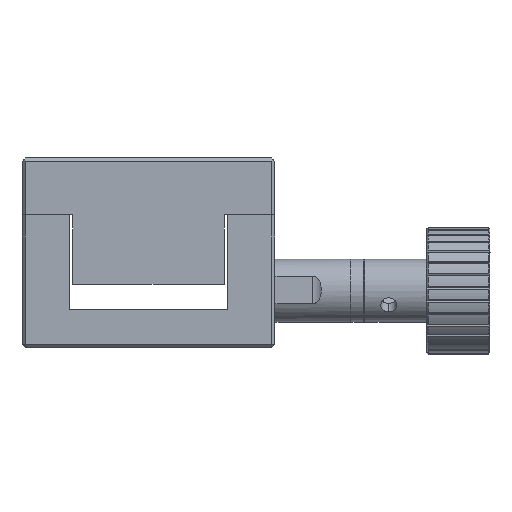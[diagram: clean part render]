
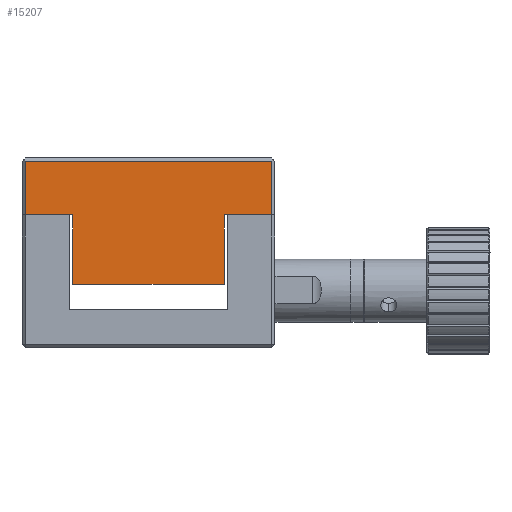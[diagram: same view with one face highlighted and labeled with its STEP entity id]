
A CAD part, left-side view. The second image highlights one B-rep face of the part: STEP entity #15207.
In plain terms, the highlighted planar face has unit normal (-1, 0, 0).
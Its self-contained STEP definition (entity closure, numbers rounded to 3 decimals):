
#662 = EDGE_CURVE ( 'NONE', #13220, #6948, #10169, .T. ) ;
#728 = ORIENTED_EDGE ( 'NONE', *, *, #3693, .T. ) ;
#985 = LINE ( 'NONE', #5299, #16745 ) ;
#1882 = EDGE_CURVE ( 'NONE', #11727, #10019, #8598, .T. ) ;
#3470 = ORIENTED_EDGE ( 'NONE', *, *, #13257, .T. ) ;
#3693 = EDGE_CURVE ( 'NONE', #11727, #6170, #15652, .T. ) ;
#4205 = FACE_OUTER_BOUND ( 'NONE', #9170, .T. ) ;
#4389 = ORIENTED_EDGE ( 'NONE', *, *, #17298, .F. ) ;
#4674 = DIRECTION ( 'NONE',  ( 1., 0., 0. ) ) ;
#4799 = VECTOR ( 'NONE', #19277, 1000. ) ;
#5299 = CARTESIAN_POINT ( 'NONE',  ( -40., -19.5, 19.75 ) ) ;
#5751 = DIRECTION ( 'NONE',  ( 0., 1., 0. ) ) ;
#6170 = VERTEX_POINT ( 'NONE', #12584 ) ;
#6642 = EDGE_CURVE ( 'NONE', #6948, #17272, #15995, .T. ) ;
#6948 = VERTEX_POINT ( 'NONE', #19839 ) ;
#7846 = CARTESIAN_POINT ( 'NONE',  ( -40., -19.5, 29.5 ) ) ;
#8009 = CARTESIAN_POINT ( 'NONE',  ( -40., 19.5, 19.75 ) ) ;
#8097 = VERTEX_POINT ( 'NONE', #16644 ) ;
#8598 = LINE ( 'NONE', #8009, #4799 ) ;
#9007 = CARTESIAN_POINT ( 'NONE',  ( -40., 0., 21. ) ) ;
#9170 = EDGE_LOOP ( 'NONE', ( #18169, #11514, #11968, #18258, #4389, #3470, #14003, #728 ) ) ;
#9322 = DIRECTION ( 'NONE',  ( 0., 1., 0. ) ) ;
#9642 = VECTOR ( 'NONE', #19256, 1000. ) ;
#10019 = VERTEX_POINT ( 'NONE', #12616 ) ;
#10101 = DIRECTION ( 'NONE',  ( 0., 0., -1. ) ) ;
#10169 = LINE ( 'NONE', #20542, #9642 ) ;
#10337 = CARTESIAN_POINT ( 'NONE',  ( -40., 0., 29.5 ) ) ;
#11134 = CARTESIAN_POINT ( 'NONE',  ( -40., 19.5, 21. ) ) ;
#11514 = ORIENTED_EDGE ( 'NONE', *, *, #6642, .F. ) ;
#11715 = VECTOR ( 'NONE', #9322, 1000. ) ;
#11727 = VERTEX_POINT ( 'NONE', #11134 ) ;
#11968 = ORIENTED_EDGE ( 'NONE', *, *, #662, .F. ) ;
#12089 = LINE ( 'NONE', #10337, #15876 ) ;
#12584 = CARTESIAN_POINT ( 'NONE',  ( -40., 11.978, 21. ) ) ;
#12616 = CARTESIAN_POINT ( 'NONE',  ( -40., 19.5, 29.5 ) ) ;
#12842 = EDGE_CURVE ( 'NONE', #17102, #13220, #15665, .T. ) ;
#13220 = VERTEX_POINT ( 'NONE', #16695 ) ;
#13257 = EDGE_CURVE ( 'NONE', #8097, #10019, #12089, .T. ) ;
#13264 = CARTESIAN_POINT ( 'NONE',  ( -40., 11.978, 15.5 ) ) ;
#13480 = DIRECTION ( 'NONE',  ( 0., 1., 0. ) ) ;
#14003 = ORIENTED_EDGE ( 'NONE', *, *, #1882, .F. ) ;
#14126 = CARTESIAN_POINT ( 'NONE',  ( -40., 0., 10. ) ) ;
#14151 = CARTESIAN_POINT ( 'NONE',  ( -40., 15.989, 21. ) ) ;
#14322 = PLANE ( 'NONE',  #19722 ) ;
#14323 = CARTESIAN_POINT ( 'NONE',  ( -40., -19.5, 21. ) ) ;
#14916 = DIRECTION ( 'NONE',  ( 0., 0., -1. ) ) ;
#15139 = VECTOR ( 'NONE', #15813, 1000. ) ;
#15207 = ADVANCED_FACE ( 'NONE', ( #4205 ), #14322, .F. ) ;
#15652 = LINE ( 'NONE', #14151, #15139 ) ;
#15665 = LINE ( 'NONE', #9007, #19424 ) ;
#15813 = DIRECTION ( 'NONE',  ( 0., -1., 0. ) ) ;
#15876 = VECTOR ( 'NONE', #13480, 1000. ) ;
#15964 = DIRECTION ( 'NONE',  ( 0., 0., -1. ) ) ;
#15995 = LINE ( 'NONE', #14126, #11715 ) ;
#16644 = CARTESIAN_POINT ( 'NONE',  ( -40., -19.5, 29.5 ) ) ;
#16695 = CARTESIAN_POINT ( 'NONE',  ( -40., -11.978, 21. ) ) ;
#16745 = VECTOR ( 'NONE', #10101, 1000. ) ;
#17102 = VERTEX_POINT ( 'NONE', #14323 ) ;
#17272 = VERTEX_POINT ( 'NONE', #18140 ) ;
#17298 = EDGE_CURVE ( 'NONE', #8097, #17102, #985, .T. ) ;
#17422 = VECTOR ( 'NONE', #14916, 1000. ) ;
#17943 = LINE ( 'NONE', #13264, #17422 ) ;
#18140 = CARTESIAN_POINT ( 'NONE',  ( -40., 11.978, 10. ) ) ;
#18169 = ORIENTED_EDGE ( 'NONE', *, *, #18595, .T. ) ;
#18258 = ORIENTED_EDGE ( 'NONE', *, *, #12842, .F. ) ;
#18595 = EDGE_CURVE ( 'NONE', #6170, #17272, #17943, .T. ) ;
#19256 = DIRECTION ( 'NONE',  ( 0., 0., -1. ) ) ;
#19277 = DIRECTION ( 'NONE',  ( 0., 0., 1. ) ) ;
#19424 = VECTOR ( 'NONE', #5751, 1000. ) ;
#19722 = AXIS2_PLACEMENT_3D ( 'NONE', #7846, #4674, #15964 ) ;
#19839 = CARTESIAN_POINT ( 'NONE',  ( -40., -11.978, 10. ) ) ;
#20542 = CARTESIAN_POINT ( 'NONE',  ( -40., -11.978, 19.75 ) ) ;
